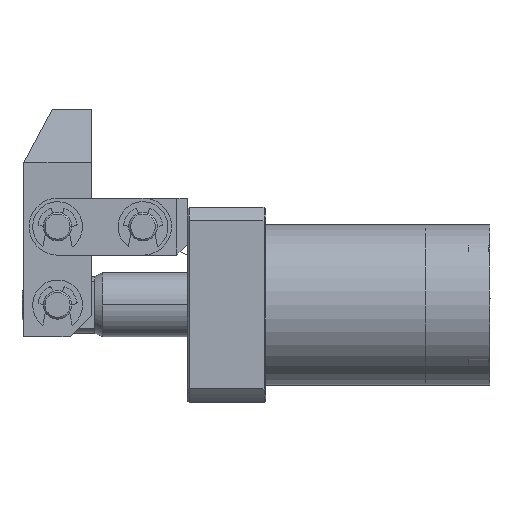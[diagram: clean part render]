
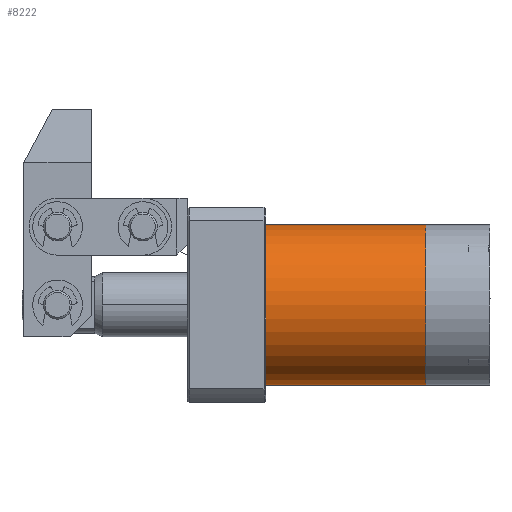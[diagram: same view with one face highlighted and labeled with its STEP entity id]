
A CAD part, front view. The second image highlights one B-rep face of the part: STEP entity #8222.
In plain terms, the highlighted cylindrical face has radius 22.5 mm (diameter 45 mm), a partial arc.
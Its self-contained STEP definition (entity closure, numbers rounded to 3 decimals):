
#2250 = LINE ( 'NONE', #13029, #23844 ) ;
#4309 = AXIS2_PLACEMENT_3D ( 'NONE', #13432, #13374, #13337 ) ;
#4800 = EDGE_CURVE ( 'NONE', #10155, #10350, #15031, .T. ) ;
#5363 = CARTESIAN_POINT ( 'NONE',  ( 67., 0., 22.5 ) ) ;
#7530 = VERTEX_POINT ( 'NONE', #5363 ) ;
#8222 = ADVANCED_FACE ( 'NONE', ( #11388 ), #22662, .T. ) ;
#8481 = CARTESIAN_POINT ( 'NONE',  ( 67., 0., -22.5 ) ) ;
#9170 = DIRECTION ( 'NONE',  ( -1., 0., 0. ) ) ;
#9188 = VERTEX_POINT ( 'NONE', #26890 ) ;
#10155 = VERTEX_POINT ( 'NONE', #13743 ) ;
#10163 = EDGE_CURVE ( 'NONE', #9188, #10155, #26033, .T. ) ;
#10350 = VERTEX_POINT ( 'NONE', #8481 ) ;
#11388 = FACE_OUTER_BOUND ( 'NONE', #21405, .T. ) ;
#13029 = CARTESIAN_POINT ( 'NONE',  ( 22., 0., 22.5 ) ) ;
#13181 = ORIENTED_EDGE ( 'NONE', *, *, #4800, .T. ) ;
#13337 = DIRECTION ( 'NONE',  ( 0., 0., -1. ) ) ;
#13374 = DIRECTION ( 'NONE',  ( 1., 0., 0. ) ) ;
#13432 = CARTESIAN_POINT ( 'NONE',  ( 22., 0., 0. ) ) ;
#13743 = CARTESIAN_POINT ( 'NONE',  ( 22., 0., -22.5 ) ) ;
#13835 = AXIS2_PLACEMENT_3D ( 'NONE', #21557, #21264, #20503 ) ;
#15031 = LINE ( 'NONE', #22687, #26369 ) ;
#16277 = ORIENTED_EDGE ( 'NONE', *, *, #24796, .F. ) ;
#16552 = ORIENTED_EDGE ( 'NONE', *, *, #10163, .T. ) ;
#18553 = DIRECTION ( 'NONE',  ( 1., 0., 0. ) ) ;
#20503 = DIRECTION ( 'NONE',  ( 0., 0., -1. ) ) ;
#21264 = DIRECTION ( 'NONE',  ( 1., 0., 0. ) ) ;
#21270 = EDGE_CURVE ( 'NONE', #10350, #7530, #23273, .T. ) ;
#21405 = EDGE_LOOP ( 'NONE', ( #16277, #16552, #13181, #26900 ) ) ;
#21557 = CARTESIAN_POINT ( 'NONE',  ( 22., 0., 0. ) ) ;
#22364 = CARTESIAN_POINT ( 'NONE',  ( 67., 0., 0. ) ) ;
#22662 = CYLINDRICAL_SURFACE ( 'NONE', #13835, 22.5 ) ;
#22687 = CARTESIAN_POINT ( 'NONE',  ( 22., 0., -22.5 ) ) ;
#23273 = CIRCLE ( 'NONE', #23485, 22.5 ) ;
#23485 = AXIS2_PLACEMENT_3D ( 'NONE', #22364, #9170, #24485 ) ;
#23844 = VECTOR ( 'NONE', #25939, 1000. ) ;
#24485 = DIRECTION ( 'NONE',  ( 0., 0., -1. ) ) ;
#24796 = EDGE_CURVE ( 'NONE', #9188, #7530, #2250, .T. ) ;
#25939 = DIRECTION ( 'NONE',  ( 1., 0., 0. ) ) ;
#26033 = CIRCLE ( 'NONE', #4309, 22.5 ) ;
#26369 = VECTOR ( 'NONE', #18553, 1000. ) ;
#26890 = CARTESIAN_POINT ( 'NONE',  ( 22., 0., 22.5 ) ) ;
#26900 = ORIENTED_EDGE ( 'NONE', *, *, #21270, .T. ) ;
